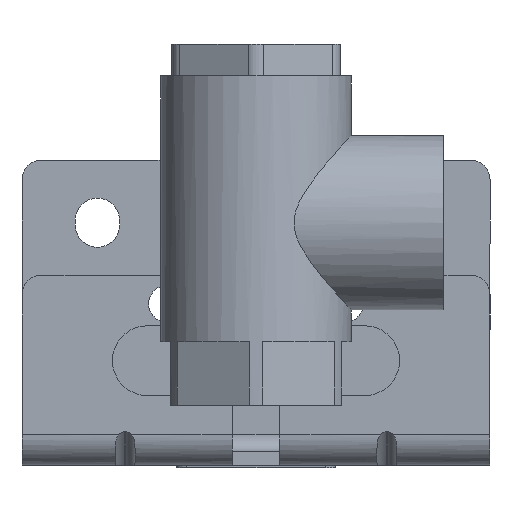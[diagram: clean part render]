
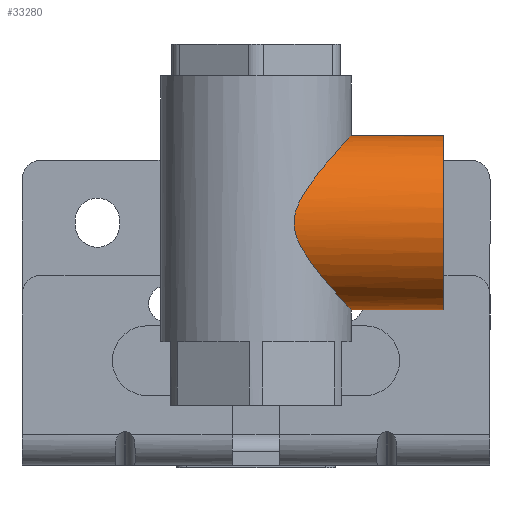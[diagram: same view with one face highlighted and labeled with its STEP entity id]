
A CAD part, front view. The second image highlights one B-rep face of the part: STEP entity #33280.
In plain terms, the highlighted cylindrical face has radius 13.97 mm (diameter 27.94 mm), a partial arc.
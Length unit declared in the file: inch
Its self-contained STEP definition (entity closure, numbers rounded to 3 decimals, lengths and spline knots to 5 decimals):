
#478 = VERTEX_POINT ( 'NONE', #24909 ) ;
#752 = CYLINDRICAL_SURFACE ( 'NONE', #10633, 0.55 ) ;
#1173 = CARTESIAN_POINT ( 'NONE',  ( 0.39593, -0.45104, 0.31518 ) ) ;
#1328 = ORIENTED_EDGE ( 'NONE', *, *, #21931, .F. ) ;
#2131 = CARTESIAN_POINT ( 'NONE',  ( 0.56904, -0.19118, -0.51605 ) ) ;
#2323 = CARTESIAN_POINT ( 'NONE',  ( 0.57719, -0.16413, -0.52502 ) ) ;
#2913 = EDGE_LOOP ( 'NONE', ( #13057, #3411, #9393, #1328 ) ) ;
#3038 = DIRECTION ( 'NONE',  ( 1., 0., 0. ) ) ;
#3411 = ORIENTED_EDGE ( 'NONE', *, *, #15283, .T. ) ;
#4109 = CARTESIAN_POINT ( 'NONE',  ( 0.58461, -0.13639, 0.53317 ) ) ;
#4307 = CARTESIAN_POINT ( 'NONE',  ( 0.43884, -0.40946, 0.36759 ) ) ;
#4505 = CARTESIAN_POINT ( 'NONE',  ( 0.56269, -0.20907, 0.50905 ) ) ;
#4694 = CARTESIAN_POINT ( 'NONE',  ( 0.26252, -0.53954, -0.10714 ) ) ;
#4884 = CARTESIAN_POINT ( 'NONE',  ( 0.30048, -0.51945, 0.1816 ) ) ;
#5468 = CARTESIAN_POINT ( 'NONE',  ( 0.48998, -0.34792, -0.4274 ) ) ;
#5916 = CARTESIAN_POINT ( 'NONE',  ( -0.60004, 0., -0.55 ) ) ;
#7042 = CARTESIAN_POINT ( 'NONE',  ( 0.23972, -0.55003, 0.008 ) ) ;
#7421 = CARTESIAN_POINT ( 'NONE',  ( 0.57989, -0.15519, 0.528 ) ) ;
#7622 = CARTESIAN_POINT ( 'NONE',  ( 0.25893, -0.54126, -0.09809 ) ) ;
#7733 = DIRECTION ( 'NONE',  ( 1., 0., 0. ) ) ;
#7815 = CARTESIAN_POINT ( 'NONE',  ( 0.36348, -0.47821, 0.2737 ) ) ;
#8207 = CARTESIAN_POINT ( 'NONE',  ( 0.6, -0.02007, -0.55 ) ) ;
#8453 = VERTEX_POINT ( 'NONE', #38315 ) ;
#8773 = CARTESIAN_POINT ( 'NONE',  ( 0.59223, -0.09818, -0.54152 ) ) ;
#9393 = ORIENTED_EDGE ( 'NONE', *, *, #36133, .T. ) ;
#9871 = VECTOR ( 'NONE', #7733, 39.37008 ) ;
#10162 = CARTESIAN_POINT ( 'NONE',  ( 0.54139, -0.25925, 0.48541 ) ) ;
#10354 = CARTESIAN_POINT ( 'NONE',  ( 0.40675, -0.44134, 0.32863 ) ) ;
#10435 = CARTESIAN_POINT ( 'NONE',  ( 0.6, 0., 0.55 ) ) ;
#10544 = CARTESIAN_POINT ( 'NONE',  ( 0.6, 0., 0.55 ) ) ;
#10633 = AXIS2_PLACEMENT_3D ( 'NONE', #12677, #24618, #25019 ) ;
#11326 = CARTESIAN_POINT ( 'NONE',  ( 0.51682, -0.30526, -0.45785 ) ) ;
#12220 = DIRECTION ( 'NONE',  ( 0., 0., -1. ) ) ;
#12677 = CARTESIAN_POINT ( 'NONE',  ( -0.60004, 0., 0. ) ) ;
#12906 = CARTESIAN_POINT ( 'NONE',  ( 0.27412, -0.53379, -0.13378 ) ) ;
#13057 = ORIENTED_EDGE ( 'NONE', *, *, #27664, .F. ) ;
#13312 = CARTESIAN_POINT ( 'NONE',  ( 0.51645, -0.30588, 0.45744 ) ) ;
#13498 = CARTESIAN_POINT ( 'NONE',  ( 0.34175, -0.49377, 0.24462 ) ) ;
#14485 = CARTESIAN_POINT ( 'NONE',  ( 0.52538, -0.29032, -0.46748 ) ) ;
#14495 = VECTOR ( 'NONE', #35802, 39.37008 ) ;
#15283 = EDGE_CURVE ( 'NONE', #19309, #8453, #30587, .T. ) ;
#16085 = AXIS2_PLACEMENT_3D ( 'NONE', #32958, #3038, #12220 ) ;
#16275 = CARTESIAN_POINT ( 'NONE',  ( 0.27278, -0.53448, 0.13104 ) ) ;
#16467 = CARTESIAN_POINT ( 'NONE',  ( 0.28158, -0.52993, 0.14825 ) ) ;
#16844 = CARTESIAN_POINT ( 'NONE',  ( 0.42964, -0.41997, -0.35672 ) ) ;
#17632 = CARTESIAN_POINT ( 'NONE',  ( 0.58439, -0.13632, -0.53293 ) ) ;
#19024 = CARTESIAN_POINT ( 'NONE',  ( 0.23995, -0.54993, -0.02166 ) ) ;
#19211 = CARTESIAN_POINT ( 'NONE',  ( 0.40793, -0.4409, -0.33045 ) ) ;
#19309 = VERTEX_POINT ( 'NONE', #10435 ) ;
#19401 = CARTESIAN_POINT ( 'NONE',  ( 0.24258, -0.5488, -0.04116 ) ) ;
#19595 = CARTESIAN_POINT ( 'NONE',  ( 0.25251, -0.54429, -0.07959 ) ) ;
#20167 = CARTESIAN_POINT ( 'NONE',  ( 0.6, 0., -0.55 ) ) ;
#20354 = CARTESIAN_POINT ( 'NONE',  ( 0.57972, -0.15497, -0.5278 ) ) ;
#21925 = CARTESIAN_POINT ( 'NONE',  ( 0.24027, -0.54979, 0.01803 ) ) ;
#21931 = EDGE_CURVE ( 'NONE', #478, #24747, #35995, .T. ) ;
#22116 = CARTESIAN_POINT ( 'NONE',  ( 0.31214, -0.51256, -0.20015 ) ) ;
#22304 = CARTESIAN_POINT ( 'NONE',  ( 0.59508, -0.07915, 0.54463 ) ) ;
#22499 = CARTESIAN_POINT ( 'NONE',  ( 0.24429, -0.54802, 0.0476 ) ) ;
#22690 = CARTESIAN_POINT ( 'NONE',  ( 0.56892, -0.19154, 0.51592 ) ) ;
#23270 = CARTESIAN_POINT ( 'NONE',  ( 0.59512, -0.07887, -0.54467 ) ) ;
#24618 = DIRECTION ( 'NONE',  ( 1., 0., 0. ) ) ;
#24747 = VERTEX_POINT ( 'NONE', #29898 ) ;
#24845 = CARTESIAN_POINT ( 'NONE',  ( 0.30205, -0.51854, -0.18418 ) ) ;
#24909 = CARTESIAN_POINT ( 'NONE',  ( 1.18, 0., 0.55 ) ) ;
#25019 = DIRECTION ( 'NONE',  ( 0., 0., -1. ) ) ;
#25051 = CARTESIAN_POINT ( 'NONE',  ( 0.24965, -0.5456, -0.07007 ) ) ;
#25236 = CARTESIAN_POINT ( 'NONE',  ( 0.31061, -0.51349, 0.19778 ) ) ;
#25424 = CARTESIAN_POINT ( 'NONE',  ( 0.54893, -0.24292, 0.4938 ) ) ;
#25624 = CARTESIAN_POINT ( 'NONE',  ( 0.52511, -0.29081, 0.46718 ) ) ;
#26384 = CARTESIAN_POINT ( 'NONE',  ( 0.599, -0.03978, -0.54891 ) ) ;
#26570 = CARTESIAN_POINT ( 'NONE',  ( 0.54159, -0.25882, -0.48563 ) ) ;
#27196 = LINE ( 'NONE', #5916, #14495 ) ;
#27664 = EDGE_CURVE ( 'NONE', #19309, #478, #29241, .T. ) ;
#27959 = CARTESIAN_POINT ( 'NONE',  ( 0.59899, -0.03995, 0.5489 ) ) ;
#28156 = CARTESIAN_POINT ( 'NONE',  ( 0.25096, -0.54502, 0.07635 ) ) ;
#28742 = CARTESIAN_POINT ( 'NONE',  ( 0.56286, -0.20862, -0.50923 ) ) ;
#29241 = LINE ( 'NONE', #37630, #9871 ) ;
#29524 = CARTESIAN_POINT ( 'NONE',  ( 0.47057, -0.37352, -0.4051 ) ) ;
#29898 = CARTESIAN_POINT ( 'NONE',  ( 1.18, 0., -0.55 ) ) ;
#30478 = FACE_OUTER_BOUND ( 'NONE', #2913, .T. ) ;
#30587 = B_SPLINE_CURVE_WITH_KNOTS ( 'NONE', 3,
 ( #10544, #33825, #27959, #22304, #36740, #4109, #7421, #22690, #4505, #25424, #10162, #25624, #13312, #31675, #31482, #4307, #31102, #10354, #1173, #7815, #13498, #25236, #4884, #16467, #16275, #37319, #28156, #22499, #34405, #21925, #7042, #19024, #19401, #25051, #19595, #7622, #4694, #12906, #30908, #24845, #22116, #36940, #34017, #19211, #16844, #29524, #5468, #11326, #14485, #26570, #32640, #28742, #2131, #2323, #20354, #17632, #37707, #8773, #23270, #26384, #8207, #20167 ),
 .UNSPECIFIED., .F., .F.,
 ( 4, 2, 2, 2, 2, 2, 2, 2, 2, 2, 2, 2, 2, 2, 2, 2, 2, 2, 2, 2, 2, 2, 2, 2, 2, 2, 2, 2, 2, 2, 4 ),
 ( 0.04808, 0.04958, 0.05108, 0.05259, 0.05409, 0.05559, 0.0571, 0.0601, 0.06161, 0.06311, 0.06611, 0.06762, 0.06912, 0.07062, 0.07138, 0.07213, 0.07363, 0.07438, 0.07513, 0.07664, 0.07814, 0.08115, 0.08415, 0.08716, 0.08866, 0.09017, 0.09167, 0.09242, 0.09317, 0.09467, 0.09618 ),
 .UNSPECIFIED. ) ;
#30908 = CARTESIAN_POINT ( 'NONE',  ( 0.28298, -0.52919, -0.15088 ) ) ;
#31102 = CARTESIAN_POINT ( 'NONE',  ( 0.42821, -0.42055, 0.35485 ) ) ;
#31482 = CARTESIAN_POINT ( 'NONE',  ( 0.46982, -0.37449, 0.40423 ) ) ;
#31675 = CARTESIAN_POINT ( 'NONE',  ( 0.4894, -0.34876, 0.42674 ) ) ;
#32640 = CARTESIAN_POINT ( 'NONE',  ( 0.54915, -0.24241, -0.49405 ) ) ;
#32958 = CARTESIAN_POINT ( 'NONE',  ( 1.18, 0., 0. ) ) ;
#33280 = ADVANCED_FACE ( 'NONE', ( #30478 ), #752, .T. ) ;
#33825 = CARTESIAN_POINT ( 'NONE',  ( 0.6, -0.01985, 0.55 ) ) ;
#34017 = CARTESIAN_POINT ( 'NONE',  ( 0.36474, -0.47724, -0.27537 ) ) ;
#34405 = CARTESIAN_POINT ( 'NONE',  ( 0.24256, -0.54879, 0.03786 ) ) ;
#35802 = DIRECTION ( 'NONE',  ( 1., 0., 0. ) ) ;
#35995 = CIRCLE ( 'NONE', #16085, 0.55 ) ;
#36133 = EDGE_CURVE ( 'NONE', #8453, #24747, #27196, .T. ) ;
#36740 = CARTESIAN_POINT ( 'NONE',  ( 0.59219, -0.09843, 0.54147 ) ) ;
#36940 = CARTESIAN_POINT ( 'NONE',  ( 0.34311, -0.49282, -0.24648 ) ) ;
#37319 = CARTESIAN_POINT ( 'NONE',  ( 0.25741, -0.54205, 0.095 ) ) ;
#37630 = CARTESIAN_POINT ( 'NONE',  ( -0.60004, 0., 0.55 ) ) ;
#37707 = CARTESIAN_POINT ( 'NONE',  ( 0.58653, -0.12681, -0.53527 ) ) ;
#38315 = CARTESIAN_POINT ( 'NONE',  ( 0.6, 0., -0.55 ) ) ;
